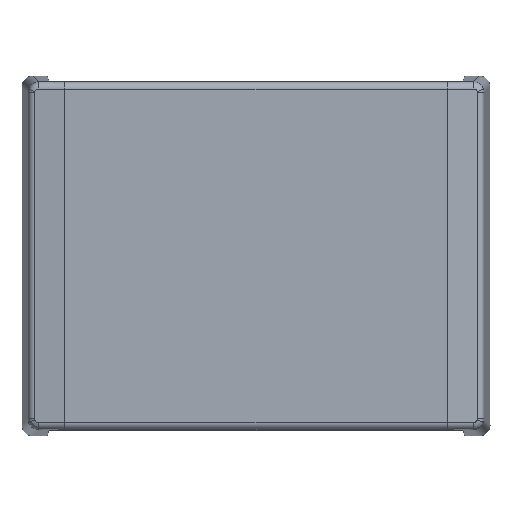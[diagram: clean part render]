
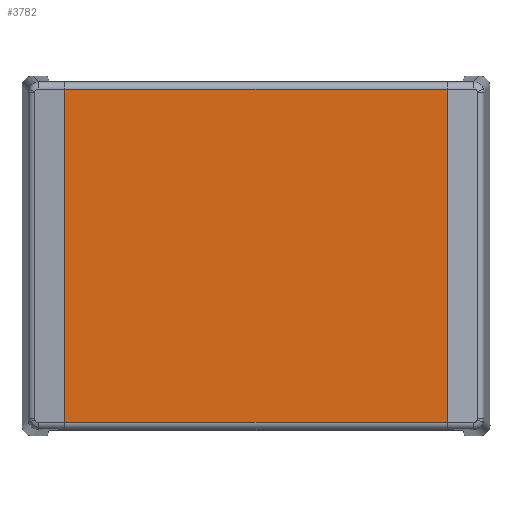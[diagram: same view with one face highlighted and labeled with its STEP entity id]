
A CAD part, top view. The second image highlights one B-rep face of the part: STEP entity #3782.
In plain terms, the highlighted planar face has unit normal (0, 0, 1).
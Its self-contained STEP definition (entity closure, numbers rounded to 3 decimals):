
#51=DIRECTION('',(0.,1.,0.));
#52=VECTOR('',#51,92.536);
#53=CARTESIAN_POINT('',(-53.067,-46.268,35.));
#54=LINE('',#53,#52);
#1041=DIRECTION('',(0.,-1.,0.));
#1042=VECTOR('',#1041,92.536);
#1043=CARTESIAN_POINT('',(53.067,46.268,35.));
#1044=LINE('',#1043,#1042);
#1059=DIRECTION('',(-1.,0.,0.));
#1060=VECTOR('',#1059,106.133);
#1061=CARTESIAN_POINT('',(53.067,-46.268,35.));
#1062=LINE('',#1061,#1060);
#1067=DIRECTION('',(1.,0.,0.));
#1068=VECTOR('',#1067,106.133);
#1069=CARTESIAN_POINT('',(-53.067,46.268,35.));
#1070=LINE('',#1069,#1068);
#1941=CARTESIAN_POINT('',(-53.067,46.268,35.));
#1942=CARTESIAN_POINT('',(53.067,46.268,35.));
#1943=VERTEX_POINT('',#1941);
#1944=VERTEX_POINT('',#1942);
#1945=CARTESIAN_POINT('',(53.067,-46.268,35.));
#1946=VERTEX_POINT('',#1945);
#1947=CARTESIAN_POINT('',(-53.067,-46.268,
35.));
#1948=VERTEX_POINT('',#1947);
#3770=CARTESIAN_POINT('',(0.,0.,35.));
#3771=DIRECTION('',(0.,0.,1.));
#3772=DIRECTION('',(1.,0.,0.));
#3773=AXIS2_PLACEMENT_3D('',#3770,#3771,#3772);
#3774=PLANE('',#3773);
#3776=ORIENTED_EDGE('',*,*,#3775,.T.);
#3777=ORIENTED_EDGE('',*,*,#3737,.T.);
#3778=ORIENTED_EDGE('',*,*,#3763,.T.);
#3779=ORIENTED_EDGE('',*,*,#2149,.T.);
#3780=EDGE_LOOP('',(#3776,#3777,#3778,#3779));
#3781=FACE_OUTER_BOUND('',#3780,.F.);
#3782=ADVANCED_FACE('',(#3781),#3774,.T.);
#2149=EDGE_CURVE('',#1948,#1943,#54,.T.);
#3737=EDGE_CURVE('',#1944,#1946,#1044,.T.);
#3763=EDGE_CURVE('',#1946,#1948,#1062,.T.);
#3775=EDGE_CURVE('',#1943,#1944,#1070,.T.);
